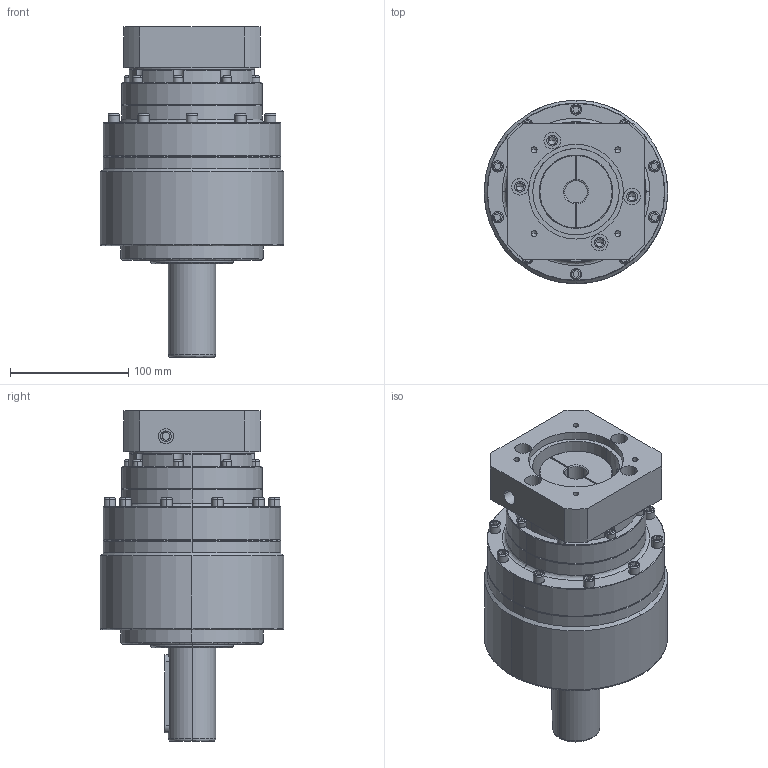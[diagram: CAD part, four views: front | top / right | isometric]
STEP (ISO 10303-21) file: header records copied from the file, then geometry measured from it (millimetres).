
FILE_DESCRIPTION (( 'STEP AP214' ), '1' );
FILE_NAME ('PE155-L2-19-80-100M6.STEP', '2024-02-29T08:06:10', ( 'admin' ), ( '' ), 'SwSTEP 2.0', 'SolidWorks 2013', '' );
FILE_SCHEMA (( 'AUTOMOTIVE_DESIGN' ));
Length unit declared in the file: millimetre
Products named in the file (4): PE155-L2-19-80-100M6; PE115-80-100M6; PE155_X2_8F9351FA7AEF_X0_; PE142-L2_X2_58F34F537AEF_X0_
Assembly tree (3 placements, depth 2):
  PE155-L2-19-80-100M6
    PE142-L2_X2_58F34F537AEF_X0_
    PE155_X2_8F9351FA7AEF_X0_
    PE115-80-100M6
Bounding box: 155 x 155 x 279 mm (x, y, z)
Volume: 2926183.8 mm3; surface area: 232662.9 mm2
Topology: 7 solids, 7 shells, 604 faces, 1450 edges, 872 vertices
Faces by surface type: cylinder 214, plane 195, cone 146, bspline 49
Entity records: 25880 total; most frequent: CARTESIAN_POINT 5343, DIRECTION 2950, ORIENTED_EDGE 2744, EDGE_CURVE 1372, AXIS2_PLACEMENT_3D 1113, VERTEX_POINT 872, VECTOR 724, LINE 724
